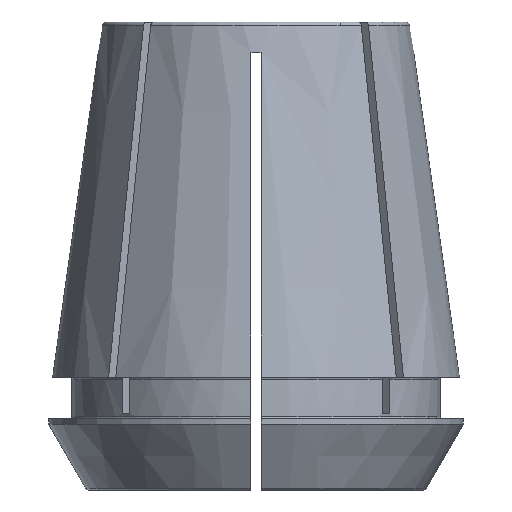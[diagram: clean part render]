
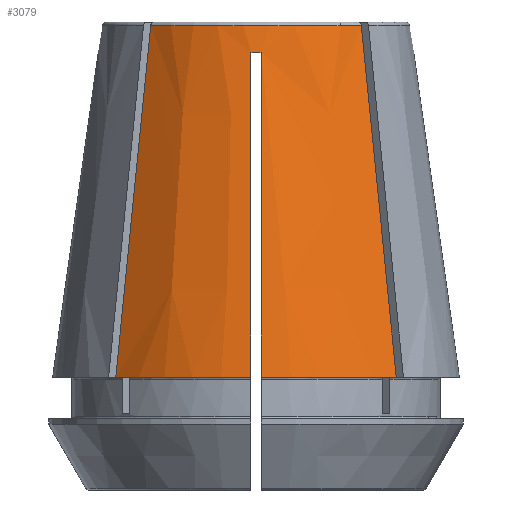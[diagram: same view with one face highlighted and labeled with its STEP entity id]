
A CAD part, front view. The second image highlights one B-rep face of the part: STEP entity #3079.
In plain terms, the highlighted conical face has half-angle 8 degrees and reference radius 15.095 mm.
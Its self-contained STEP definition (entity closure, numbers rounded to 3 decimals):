
#20=CONICAL_SURFACE('',#3268,15.095,0.14);
#560=CIRCLE('',#3269,20.);
#561=CIRCLE('',#3270,15.144);
#562=CIRCLE('',#3271,20.);
#563=CIRCLE('',#3272,15.517);
#752=ORIENTED_EDGE('',*,*,#1760,.T.);
#753=ORIENTED_EDGE('',*,*,#1761,.T.);
#754=ORIENTED_EDGE('',*,*,#1762,.F.);
#755=ORIENTED_EDGE('',*,*,#1763,.T.);
#756=ORIENTED_EDGE('',*,*,#1764,.T.);
#757=ORIENTED_EDGE('',*,*,#1765,.F.);
#758=ORIENTED_EDGE('',*,*,#1766,.F.);
#759=ORIENTED_EDGE('',*,*,#1767,.T.);
#1760=EDGE_CURVE('',#2264,#2265,#560,.T.);
#1761=EDGE_CURVE('',#2265,#2266,#2586,.T.);
#1762=EDGE_CURVE('',#2267,#2266,#561,.T.);
#1763=EDGE_CURVE('',#2267,#2268,#2587,.T.);
#1764=EDGE_CURVE('',#2268,#2269,#562,.T.);
#1765=EDGE_CURVE('',#2270,#2269,#2588,.T.);
#1766=EDGE_CURVE('',#2271,#2270,#563,.T.);
#1767=EDGE_CURVE('',#2271,#2264,#2589,.T.);
#2264=VERTEX_POINT('',#4559);
#2265=VERTEX_POINT('',#4560);
#2266=VERTEX_POINT('',#4565);
#2267=VERTEX_POINT('',#4567);
#2268=VERTEX_POINT('',#4575);
#2269=VERTEX_POINT('',#4577);
#2270=VERTEX_POINT('',#4588);
#2271=VERTEX_POINT('',#4590);
#2586=B_SPLINE_CURVE_WITH_KNOTS('',3,(#4561,#4562,#4563,#4564),
 .UNSPECIFIED.,.F.,.F.,(4,4),(0.,0.035),
 .UNSPECIFIED.);
#2587=B_SPLINE_CURVE_WITH_KNOTS('',3,(#4568,#4569,#4570,#4571,#4572,#4573,
#4574),.UNSPECIFIED.,.F.,.F.,(4,3,4),(0.,0.027,
0.035),.UNSPECIFIED.);
#2588=B_SPLINE_CURVE_WITH_KNOTS('',3,(#4578,#4579,#4580,#4581,#4582,#4583,
#4584,#4585,#4586,#4587),.UNSPECIFIED.,.F.,.F.,(4,3,3,4),(0.024,
0.028,0.056,0.056),.UNSPECIFIED.);
#2589=B_SPLINE_CURVE_WITH_KNOTS('',3,(#4591,#4592,#4593,#4594,#4595,#4596,
#4597,#4598,#4599,#4600),.UNSPECIFIED.,.F.,.F.,(4,3,3,4),(0.024,
0.028,0.056,0.056),.UNSPECIFIED.);
#2707=EDGE_LOOP('',(#752,#753,#754,#755,#756,#757,#758,#759));
#2875=FACE_BOUND('',#2707,.T.);
#3079=ADVANCED_FACE('',(#2875),#20,.T.);
#3268=AXIS2_PLACEMENT_3D('',#4557,#3639,#3640);
#3269=AXIS2_PLACEMENT_3D('',#4558,#3641,#3642);
#3270=AXIS2_PLACEMENT_3D('',#4566,#3643,#3644);
#3271=AXIS2_PLACEMENT_3D('',#4576,#3645,#3646);
#3272=AXIS2_PLACEMENT_3D('',#4589,#3647,#3648);
#3639=DIRECTION('',(0.,0.,-1.));
#3640=DIRECTION('',(-1.,0.,0.));
#3641=DIRECTION('',(0.,0.,1.));
#3642=DIRECTION('',(1.,0.,0.));
#3643=DIRECTION('',(0.,0.,1.));
#3644=DIRECTION('',(1.,0.,0.));
#3645=DIRECTION('',(0.,0.,1.));
#3646=DIRECTION('',(1.,0.,0.));
#3647=DIRECTION('',(0.,0.,-1.));
#3648=DIRECTION('',(-1.,0.,0.));
#4557=CARTESIAN_POINT('',(0.,0.,39.));
#4558=CARTESIAN_POINT('',(0.,0.,4.1));
#4559=CARTESIAN_POINT('',(0.5,-19.994,4.1));
#4560=CARTESIAN_POINT('',(13.784,-14.491,4.1));
#4561=CARTESIAN_POINT('',(13.784,-14.491,4.1));
#4562=CARTESIAN_POINT('',(12.639,-13.346,15.619));
#4563=CARTESIAN_POINT('',(11.494,-12.201,27.137));
#4564=CARTESIAN_POINT('',(10.349,-11.056,38.656));
#4565=CARTESIAN_POINT('',(10.349,-11.056,38.656));
#4566=CARTESIAN_POINT('',(0.,0.,38.656));
#4567=CARTESIAN_POINT('',(-10.349,-11.056,38.656));
#4568=CARTESIAN_POINT('',(-10.349,-11.056,38.656));
#4569=CARTESIAN_POINT('',(-11.221,-11.928,29.88));
#4570=CARTESIAN_POINT('',(-12.094,-12.801,21.104));
#4571=CARTESIAN_POINT('',(-12.966,-13.673,12.328));
#4572=CARTESIAN_POINT('',(-13.239,-13.946,9.585));
#4573=CARTESIAN_POINT('',(-13.512,-14.219,6.843));
#4574=CARTESIAN_POINT('',(-13.784,-14.491,4.1));
#4575=CARTESIAN_POINT('',(-13.784,-14.491,4.1));
#4576=CARTESIAN_POINT('',(0.,0.,4.1));
#4577=CARTESIAN_POINT('',(-0.5,-19.994,4.1));
#4578=CARTESIAN_POINT('',(-0.5,-15.509,36.));
#4579=CARTESIAN_POINT('',(-0.5,-15.694,34.684));
#4580=CARTESIAN_POINT('',(-0.5,-15.879,33.369));
#4581=CARTESIAN_POINT('',(-0.5,-16.064,32.053));
#4582=CARTESIAN_POINT('',(-0.5,-17.373,22.739));
#4583=CARTESIAN_POINT('',(-0.5,-18.683,13.425));
#4584=CARTESIAN_POINT('',(-0.5,-19.992,4.112));
#4585=CARTESIAN_POINT('',(-0.5,-19.993,4.108));
#4586=CARTESIAN_POINT('',(-0.5,-19.993,4.104));
#4587=CARTESIAN_POINT('',(-0.5,-19.994,4.1));
#4588=CARTESIAN_POINT('',(-0.5,-15.509,36.));
#4589=CARTESIAN_POINT('',(0.,0.,36.));
#4590=CARTESIAN_POINT('',(0.5,-15.509,36.));
#4591=CARTESIAN_POINT('',(0.5,-15.509,36.));
#4592=CARTESIAN_POINT('',(0.5,-15.694,34.684));
#4593=CARTESIAN_POINT('',(0.5,-15.879,33.369));
#4594=CARTESIAN_POINT('',(0.5,-16.064,32.053));
#4595=CARTESIAN_POINT('',(0.5,-17.373,22.739));
#4596=CARTESIAN_POINT('',(0.5,-18.683,13.425));
#4597=CARTESIAN_POINT('',(0.5,-19.992,4.112));
#4598=CARTESIAN_POINT('',(0.5,-19.993,4.108));
#4599=CARTESIAN_POINT('',(0.5,-19.993,4.104));
#4600=CARTESIAN_POINT('',(0.5,-19.994,4.1));
